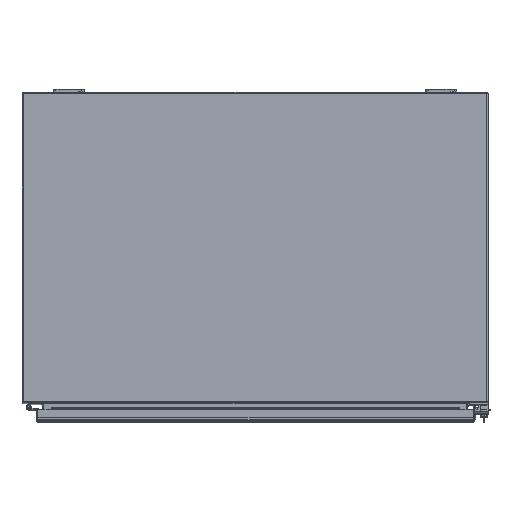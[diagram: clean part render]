
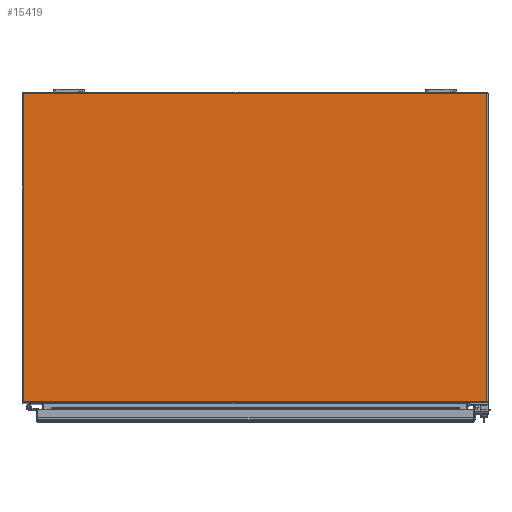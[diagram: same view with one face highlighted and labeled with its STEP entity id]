
A CAD part, top view. The second image highlights one B-rep face of the part: STEP entity #15419.
In plain terms, the highlighted planar face has unit normal (0, 0, 1).
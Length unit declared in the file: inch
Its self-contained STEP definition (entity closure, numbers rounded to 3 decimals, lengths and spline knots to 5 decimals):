
#1133 = VECTOR ( 'NONE', #43853, 39.37008 ) ;
#1211 = DIRECTION ( 'NONE',  ( 1., 0., 0. ) ) ;
#1753 = EDGE_LOOP ( 'NONE', ( #26425, #38816, #25840, #39216, #39156, #18469 ) ) ;
#2027 = CARTESIAN_POINT ( 'NONE',  ( -14.89842, -19.892, 18. ) ) ;
#2970 = DIRECTION ( 'NONE',  ( 0., 0., 1. ) ) ;
#3569 = CARTESIAN_POINT ( 'NONE',  ( -14.928, -0.072, 18. ) ) ;
#3693 = DIRECTION ( 'NONE',  ( 0., 0., 1. ) ) ;
#5443 = VERTEX_POINT ( 'NONE', #31710 ) ;
#5618 = VERTEX_POINT ( 'NONE', #16115 ) ;
#7416 = DIRECTION ( 'NONE',  ( 0., -1., 0. ) ) ;
#7590 = VERTEX_POINT ( 'NONE', #2027 ) ;
#7815 = EDGE_CURVE ( 'NONE', #40370, #7590, #28909, .T. ) ;
#8279 = LINE ( 'NONE', #43377, #1133 ) ;
#8654 = AXIS2_PLACEMENT_3D ( 'NONE', #20909, #3693, #7416 ) ;
#9018 = EDGE_CURVE ( 'NONE', #11699, #5618, #28764, .T. ) ;
#10633 = CARTESIAN_POINT ( 'NONE',  ( 14.89842, -19.892, 18. ) ) ;
#11319 = CARTESIAN_POINT ( 'NONE',  ( -14.928, -0.072, 18. ) ) ;
#11699 = VERTEX_POINT ( 'NONE', #39707 ) ;
#14983 = CARTESIAN_POINT ( 'NONE',  ( -14.678, -19.77404, 18. ) ) ;
#15419 = ADVANCED_FACE ( 'NONE', ( #35542 ), #17415, .T. ) ;
#15540 = AXIS2_PLACEMENT_3D ( 'NONE', #14983, #29615, #1211 ) ;
#15823 = EDGE_CURVE ( 'NONE', #5618, #40370, #18445, .T. ) ;
#16115 = CARTESIAN_POINT ( 'NONE',  ( -14.928, -0.072, 18. ) ) ;
#17124 = EDGE_CURVE ( 'NONE', #7590, #44359, #8279, .T. ) ;
#17174 = DIRECTION ( 'NONE',  ( 1., 0., 0. ) ) ;
#17415 = PLANE ( 'NONE',  #8654 ) ;
#18445 = LINE ( 'NONE', #3569, #36939 ) ;
#18469 = ORIENTED_EDGE ( 'NONE', *, *, #15823, .T. ) ;
#20909 = CARTESIAN_POINT ( 'NONE',  ( -14.928, -0.072, 18. ) ) ;
#22132 = EDGE_CURVE ( 'NONE', #44359, #5443, #36269, .T. ) ;
#25812 = DIRECTION ( 'NONE',  ( 0., 1., 0. ) ) ;
#25840 = ORIENTED_EDGE ( 'NONE', *, *, #22132, .T. ) ;
#26425 = ORIENTED_EDGE ( 'NONE', *, *, #7815, .T. ) ;
#27422 = VECTOR ( 'NONE', #25812, 39.37008 ) ;
#28764 = LINE ( 'NONE', #11319, #30243 ) ;
#28909 = CIRCLE ( 'NONE', #15540, 0.25 ) ;
#29615 = DIRECTION ( 'NONE',  ( 0., 0., 1. ) ) ;
#30243 = VECTOR ( 'NONE', #36190, 39.37008 ) ;
#31710 = CARTESIAN_POINT ( 'NONE',  ( 14.928, -19.77404, 18. ) ) ;
#33936 = LINE ( 'NONE', #40231, #27422 ) ;
#35542 = FACE_OUTER_BOUND ( 'NONE', #1753, .T. ) ;
#36190 = DIRECTION ( 'NONE',  ( -1., 0., 0. ) ) ;
#36269 = CIRCLE ( 'NONE', #45181, 0.25 ) ;
#36939 = VECTOR ( 'NONE', #39143, 39.37008 ) ;
#37421 = EDGE_CURVE ( 'NONE', #5443, #11699, #33936, .T. ) ;
#38816 = ORIENTED_EDGE ( 'NONE', *, *, #17124, .T. ) ;
#39062 = CARTESIAN_POINT ( 'NONE',  ( -14.928, -19.77404, 18. ) ) ;
#39143 = DIRECTION ( 'NONE',  ( 0., -1., 0. ) ) ;
#39156 = ORIENTED_EDGE ( 'NONE', *, *, #9018, .T. ) ;
#39216 = ORIENTED_EDGE ( 'NONE', *, *, #37421, .T. ) ;
#39707 = CARTESIAN_POINT ( 'NONE',  ( 14.928, -0.072, 18. ) ) ;
#40231 = CARTESIAN_POINT ( 'NONE',  ( 14.928, -0.072, 18. ) ) ;
#40370 = VERTEX_POINT ( 'NONE', #39062 ) ;
#42265 = CARTESIAN_POINT ( 'NONE',  ( 14.678, -19.77404, 18. ) ) ;
#43377 = CARTESIAN_POINT ( 'NONE',  ( -14.928, -19.892, 18. ) ) ;
#43853 = DIRECTION ( 'NONE',  ( 1., 0., 0. ) ) ;
#44359 = VERTEX_POINT ( 'NONE', #10633 ) ;
#45181 = AXIS2_PLACEMENT_3D ( 'NONE', #42265, #2970, #17174 ) ;
